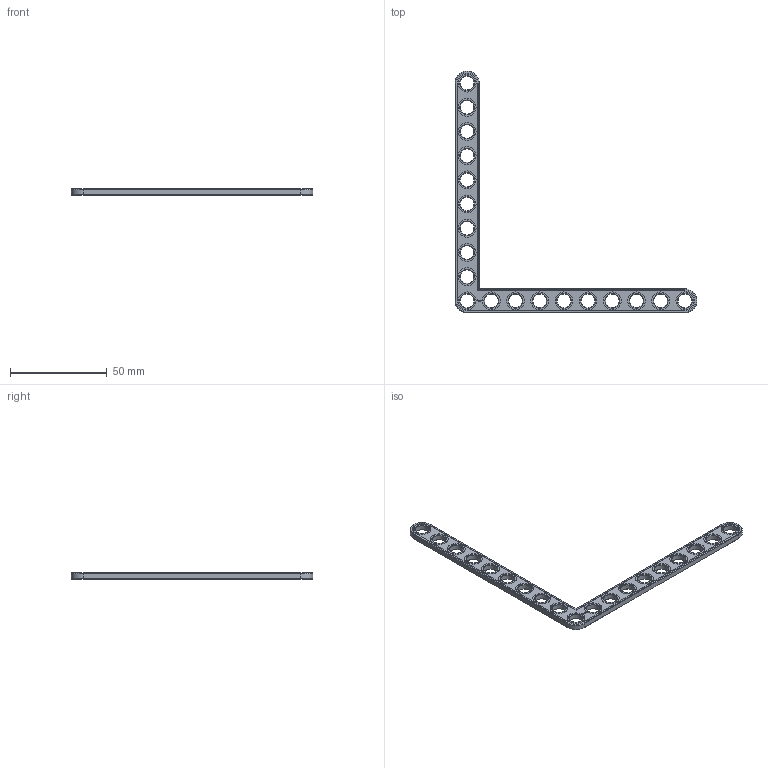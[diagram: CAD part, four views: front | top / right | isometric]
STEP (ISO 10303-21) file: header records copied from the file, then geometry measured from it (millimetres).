
FILE_DESCRIPTION(('FreeCAD Model'),'2;1');
FILE_NAME('Open CASCADE Shape Model','2024-02-09T22:19:51',(''),(''), 'Open CASCADE STEP processor 7.6','FreeCAD','Unknown');
FILE_SCHEMA(('AUTOMOTIVE_DESIGN { 1 0 10303 214 1 1 1 1 }'));
Length unit declared in the file: millimetre
Products named in the file (1): Brace AGD 90 SYM ERR BU10x00.25 - SPN-BRC-0618 (stemfie.org)
Bounding box: 125 x 125 x 3.12 mm (x, y, z)
Volume: 6552.5 mm3; surface area: 7110.8 mm2
Topology: 1 solids, 1 shells, 650 faces, 1727 edges, 1134 vertices
Faces by surface type: plane 348, extrusion 214, cone 44, cylinder 44
Full cylindrical faces by diameter (mm): 7 x19, 9.2 x19
Entity records: 44196 total; most frequent: CARTESIAN_POINT 11041, DIRECTION 5293, VECTOR 4086, LINE 3872, ORIENTED_EDGE 3454, PCURVE 3454, DEFINITIONAL_REPRESENTATION 3454, EDGE_CURVE 1727
